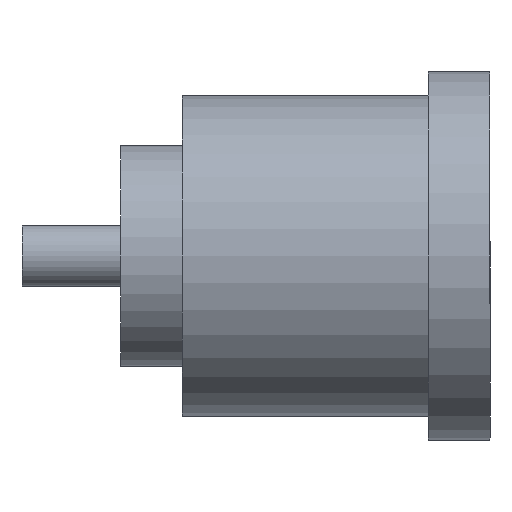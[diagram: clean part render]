
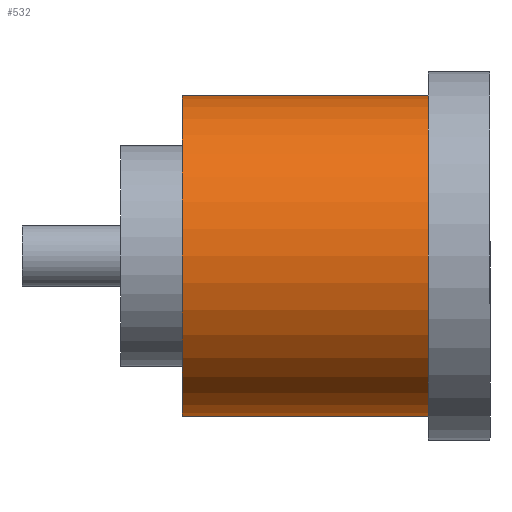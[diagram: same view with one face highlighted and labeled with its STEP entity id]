
A CAD part, front view. The second image highlights one B-rep face of the part: STEP entity #532.
In plain terms, the highlighted cylindrical face has radius 1.3 mm (diameter 2.6 mm), a partial arc.
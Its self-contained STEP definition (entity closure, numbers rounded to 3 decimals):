
#420 = VERTEX_POINT('',#421);
#421 = CARTESIAN_POINT('',(2.5,1.2,-0.5));
#427 = EDGE_CURVE('',#428,#420,#430,.T.);
#428 = VERTEX_POINT('',#429);
#429 = CARTESIAN_POINT('',(2.5,1.2,0.5));
#430 = CIRCLE('',#431,1.3);
#431 = AXIS2_PLACEMENT_3D('',#432,#433,#434);
#432 = CARTESIAN_POINT('',(2.5,0.,0.));
#433 = DIRECTION('',(1.,0.,0.));
#434 = DIRECTION('',(0.,1.,0.));
#512 = EDGE_CURVE('',#513,#428,#515,.T.);
#513 = VERTEX_POINT('',#514);
#514 = CARTESIAN_POINT('',(0.5,1.2,0.5));
#515 = LINE('',#516,#517);
#516 = CARTESIAN_POINT('',(0.5,1.2,0.5));
#517 = VECTOR('',#518,1.);
#518 = DIRECTION('',(1.,0.,0.));
#532 = ADVANCED_FACE('',(#533),#552,.T.);
#533 = FACE_BOUND('',#534,.F.);
#534 = EDGE_LOOP('',(#535,#536,#537,#545));
#535 = ORIENTED_EDGE('',*,*,#512,.T.);
#536 = ORIENTED_EDGE('',*,*,#427,.T.);
#537 = ORIENTED_EDGE('',*,*,#538,.F.);
#538 = EDGE_CURVE('',#539,#420,#541,.T.);
#539 = VERTEX_POINT('',#540);
#540 = CARTESIAN_POINT('',(0.5,1.2,-0.5));
#541 = LINE('',#542,#543);
#542 = CARTESIAN_POINT('',(0.5,1.2,-0.5));
#543 = VECTOR('',#544,1.);
#544 = DIRECTION('',(1.,0.,0.));
#545 = ORIENTED_EDGE('',*,*,#546,.F.);
#546 = EDGE_CURVE('',#513,#539,#547,.T.);
#547 = CIRCLE('',#548,1.3);
#548 = AXIS2_PLACEMENT_3D('',#549,#550,#551);
#549 = CARTESIAN_POINT('',(0.5,0.,0.));
#550 = DIRECTION('',(1.,0.,0.));
#551 = DIRECTION('',(0.,1.,0.));
#552 = CYLINDRICAL_SURFACE('',#553,1.3);
#553 = AXIS2_PLACEMENT_3D('',#554,#555,#556);
#554 = CARTESIAN_POINT('',(0.5,0.,0.));
#555 = DIRECTION('',(-1.,0.,0.));
#556 = DIRECTION('',(0.,1.,0.));
